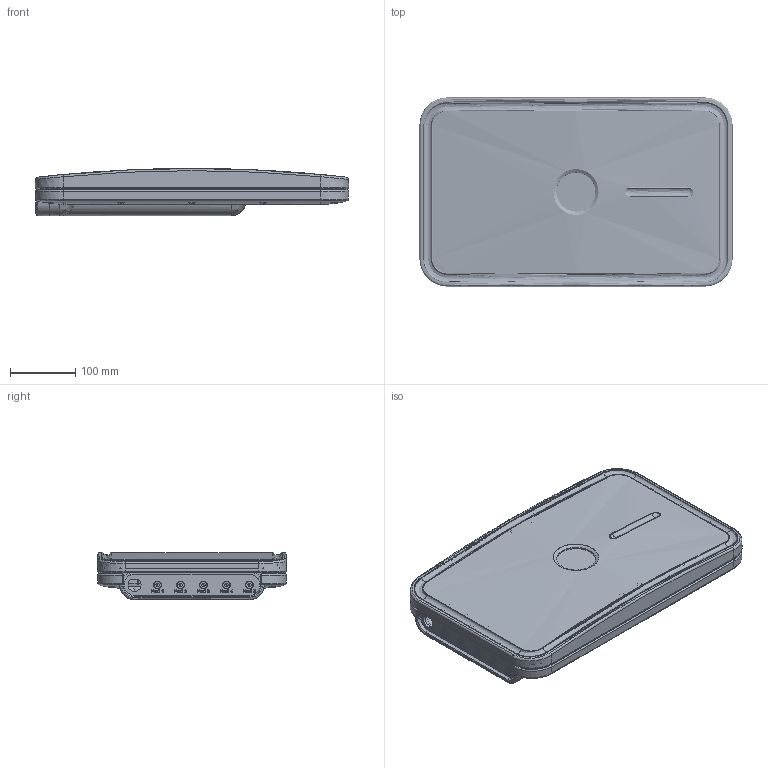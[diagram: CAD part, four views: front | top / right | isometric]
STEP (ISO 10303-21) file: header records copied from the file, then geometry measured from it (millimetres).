
FILE_DESCRIPTION(/* description */ ('WiBOX Extra Large Slim RJ45 bez logo','CAx-IF Rec.Pracs.---Representation and Presentation of Product Manufacturing Information (PMI)---4.0---2014-10-13'),/* implementation_level */ '2;1');
FILE_NAME(/* name */ 'WiBOX Extra Large Slim.stp',/* time_stamp */ '2020-04-28T15:26:39+02:00',/* author */ ('Admin'),/* organization */ ('Wireless Instruments'),/* preprocessor_version */ 'ST-DEVELOPER v18',/* originating_system */ 'Autodesk Inventor 2020',/* authorisation */ '');
FILE_SCHEMA (('AP242_MANAGED_MODEL_BASED_3D_ENGINEERING_MIM_LF { 1 0 10303 442 1 1 4 }'));
Products named in the file (9): WI-BOX-0262; WI-OBD-0265; WI-OBD-0141; 0,23*4; WI-OBD-0143; WI-OBD-0261; WI-OBD-0256; WI-OBD-0257; DIN 965  - M4 x 22 - 4.8 - H
Assembly tree (20 placements, depth 2):
  WI-BOX-0262
    WI-OBD-0265
    WI-OBD-0141
    0,23*4  x6
    WI-OBD-0143
    WI-OBD-0261
    WI-OBD-0256  x3
    WI-OBD-0257
    DIN 965  - M4 x 22 - 4.8 - H  x6
Bounding box: 479.79 x 289.79 x 72.4 mm (x, y, z)
Volume: 1100687.8 mm3; surface area: 923669.2 mm2
Topology: 31 solids, 32 shells, 4869 faces, 12636 edges, 7947 vertices
Faces by surface type: plane 1700, cylinder 1201, bspline 946, cone 705, torus 266, sphere 51
Full cylindrical faces by diameter (mm): 2.204 x85, 3.242 x14, 3.434 x55, 3.571 x6, 3.9 x14, 4 x18, 4.5 x12, 4.7 x1, 4.917 x8, 5 x5, 5.2 x24, 5.7 x18, 6.3 x12, 7.2 x24, 7.9 x2, 8 x16, 8.2 x12, 8.4 x6, 8.6 x8, 9.65 x2, 9.75 x3
Entity records: 236050 total; most frequent: CARTESIAN_POINT 130921, ORIENTED_EDGE 22900, DIRECTION 20765, EDGE_CURVE 11450, AXIS2_PLACEMENT_3D 7932, VERTEX_POINT 7235, LINE 4901, VECTOR 4901
